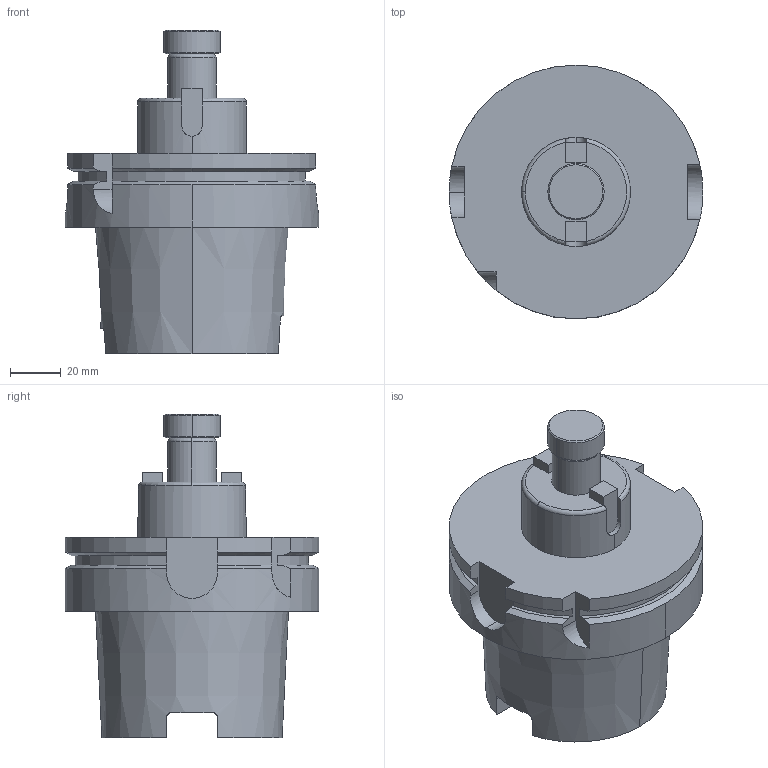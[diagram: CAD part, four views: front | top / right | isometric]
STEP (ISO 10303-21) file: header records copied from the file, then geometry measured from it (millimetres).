
FILE_DESCRIPTION (( 'STEP AP203' ), '1' );
FILE_NAME ('STP-SATE-95901.STEP', '2018-08-14T07:18:20', ( '' ), ( '' ), 'SwSTEP 2.0', 'SolidWorks 2015', '' );
FILE_SCHEMA (( 'CONFIG_CONTROL_DESIGN' ));
Length unit declared in the file: millimetre
Products named in the file (1): STP-SATE-95901
Bounding box: 100 x 100 x 127.65 mm (x, y, z)
Volume: 295521 mm3; surface area: 57806.9 mm2
Topology: 4 solids, 4 shells, 113 faces, 282 edges, 182 vertices
Faces by surface type: plane 47, cylinder 41, cone 16, torus 9
Entity records: 3801 total; most frequent: CARTESIAN_POINT 998, DIRECTION 584, ORIENTED_EDGE 564, EDGE_CURVE 282, AXIS2_PLACEMENT_3D 224, VERTEX_POINT 182, VECTOR 136, LINE 136
